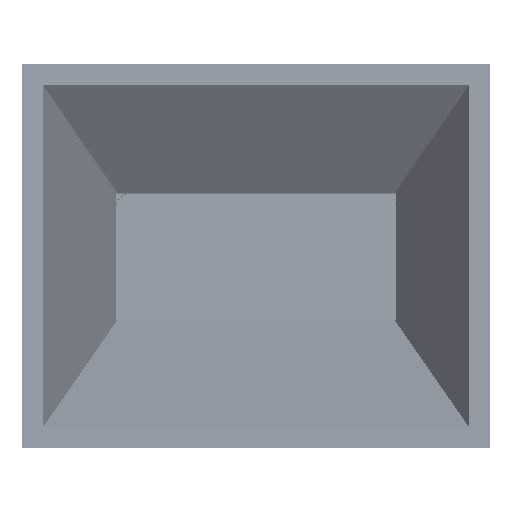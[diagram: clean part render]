
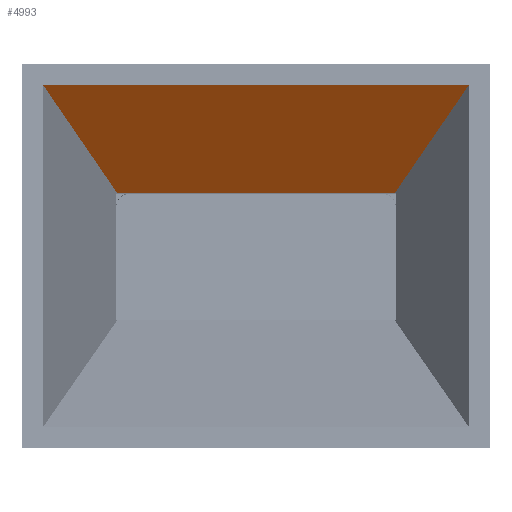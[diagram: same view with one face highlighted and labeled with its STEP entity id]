
A CAD part, top view. The second image highlights one B-rep face of the part: STEP entity #4993.
In plain terms, the highlighted face is planar.
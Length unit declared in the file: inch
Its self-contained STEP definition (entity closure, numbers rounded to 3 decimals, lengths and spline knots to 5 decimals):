
#239 = LINE ( 'NONE', #8265, #22918 ) ;
#434 = ORIENTED_EDGE ( 'NONE', *, *, #9938, .T. ) ;
#1236 = PLANE ( 'NONE',  #24597 ) ;
#1614 = DIRECTION ( 'NONE',  ( -0.962, 0., 0.273 ) ) ;
#2759 = CARTESIAN_POINT ( 'NONE',  ( 0.31092, 0.67988, 2.03752 ) ) ;
#3398 = DIRECTION ( 'NONE',  ( -0.269, -0.185, -0.945 ) ) ;
#3549 = FACE_OUTER_BOUND ( 'NONE', #23609, .T. ) ;
#4377 = DIRECTION ( 'NONE',  ( 0., -1., 0. ) ) ;
#4993 = ADVANCED_FACE ( 'NONE', ( #3549 ), #1236, .T. ) ;
#6925 = DIRECTION ( 'NONE',  ( 0.269, -0.185, 0.945 ) ) ;
#6977 = EDGE_CURVE ( 'NONE', #13356, #16786, #21177, .T. ) ;
#7511 = DIRECTION ( 'NONE',  ( 0., -1., 0. ) ) ;
#8265 = CARTESIAN_POINT ( 'NONE',  ( 0.31092, 0.67988, 2.03752 ) ) ;
#8859 = CARTESIAN_POINT ( 'NONE',  ( 0.83692, 1.04273, 3.88931 ) ) ;
#9001 = CARTESIAN_POINT ( 'NONE',  ( -0.24784, 0., 0.0704 ) ) ;
#9329 = LINE ( 'NONE', #11282, #18818 ) ;
#9661 = CARTESIAN_POINT ( 'NONE',  ( 0.83692, 1.04273, 3.88931 ) ) ;
#9938 = EDGE_CURVE ( 'NONE', #16786, #17882, #239, .T. ) ;
#10946 = CARTESIAN_POINT ( 'NONE',  ( 0.311, -0.6799, 2.0378 ) ) ;
#11282 = CARTESIAN_POINT ( 'NONE',  ( 0.83692, 0., 3.88931 ) ) ;
#13356 = VERTEX_POINT ( 'NONE', #9661 ) ;
#13609 = VECTOR ( 'NONE', #3398, 39.37008 ) ;
#15320 = ORIENTED_EDGE ( 'NONE', *, *, #6977, .T. ) ;
#15658 = CARTESIAN_POINT ( 'NONE',  ( 0.83692, -1.04273, 3.88931 ) ) ;
#16786 = VERTEX_POINT ( 'NONE', #2759 ) ;
#16911 = DIRECTION ( 'NONE',  ( 0.273, 0., 0.962 ) ) ;
#17558 = ORIENTED_EDGE ( 'NONE', *, *, #22626, .T. ) ;
#17813 = CARTESIAN_POINT ( 'NONE',  ( 0.311, -0.6799, 2.0378 ) ) ;
#17882 = VERTEX_POINT ( 'NONE', #17813 ) ;
#18638 = EDGE_CURVE ( 'NONE', #13356, #19973, #9329, .T. ) ;
#18818 = VECTOR ( 'NONE', #7511, 39.37008 ) ;
#19973 = VERTEX_POINT ( 'NONE', #15658 ) ;
#21177 = LINE ( 'NONE', #8859, #13609 ) ;
#22626 = EDGE_CURVE ( 'NONE', #17882, #19973, #24939, .T. ) ;
#22918 = VECTOR ( 'NONE', #4377, 39.37008 ) ;
#23609 = EDGE_LOOP ( 'NONE', ( #24961, #15320, #434, #17558 ) ) ;
#24073 = VECTOR ( 'NONE', #6925, 39.37008 ) ;
#24597 = AXIS2_PLACEMENT_3D ( 'NONE', #9001, #1614, #16911 ) ;
#24939 = LINE ( 'NONE', #10946, #24073 ) ;
#24961 = ORIENTED_EDGE ( 'NONE', *, *, #18638, .F. ) ;
